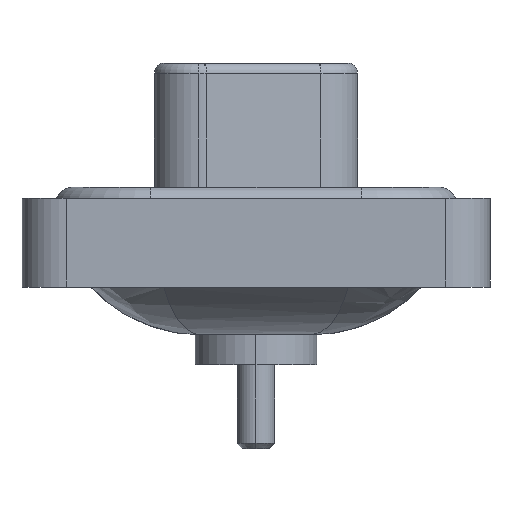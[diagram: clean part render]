
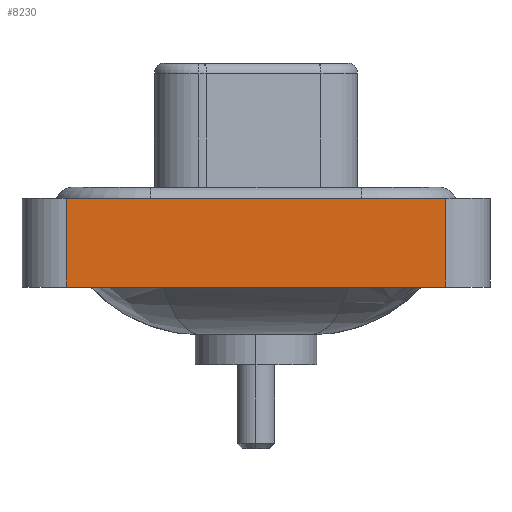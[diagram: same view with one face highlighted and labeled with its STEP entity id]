
A CAD part, left-side view. The second image highlights one B-rep face of the part: STEP entity #8230.
In plain terms, the highlighted planar face has unit normal (-1, 0, 0).
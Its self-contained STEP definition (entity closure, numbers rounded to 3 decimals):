
#223 = VERTEX_POINT ( 'NONE', #12116 ) ;
#562 = LINE ( 'NONE', #11442, #14427 ) ;
#1233 = AXIS2_PLACEMENT_3D ( 'NONE', #4843, #10564, #17601 ) ;
#1443 = CARTESIAN_POINT ( 'NONE',  ( -7.35, 8.55, -3.6 ) ) ;
#2346 = PLANE ( 'NONE',  #1233 ) ;
#3896 = ORIENTED_EDGE ( 'NONE', *, *, #6940, .T. ) ;
#4843 = CARTESIAN_POINT ( 'NONE',  ( -7.35, -8.55, -3.6 ) ) ;
#5610 = CARTESIAN_POINT ( 'NONE',  ( -7.35, 8.55, 0.4 ) ) ;
#5744 = EDGE_CURVE ( 'NONE', #223, #13870, #8449, .T. ) ;
#6940 = EDGE_CURVE ( 'NONE', #223, #9892, #562, .T. ) ;
#6946 = ORIENTED_EDGE ( 'NONE', *, *, #7321, .T. ) ;
#7321 = EDGE_CURVE ( 'NONE', #9892, #11892, #9862, .T. ) ;
#7448 = VECTOR ( 'NONE', #8753, 1000. ) ;
#7578 = LINE ( 'NONE', #15988, #7448 ) ;
#7665 = EDGE_CURVE ( 'NONE', #13870, #11892, #7578, .T. ) ;
#8230 = ADVANCED_FACE ( 'NONE', ( #17428 ), #2346, .T. ) ;
#8350 = ORIENTED_EDGE ( 'NONE', *, *, #7665, .F. ) ;
#8449 = LINE ( 'NONE', #1443, #18099 ) ;
#8481 = CARTESIAN_POINT ( 'NONE',  ( -7.35, -8.55, -3.6 ) ) ;
#8753 = DIRECTION ( 'NONE',  ( 0., -1., 0. ) ) ;
#8834 = CARTESIAN_POINT ( 'NONE',  ( -7.35, -8.55, -3.6 ) ) ;
#9862 = LINE ( 'NONE', #8481, #15017 ) ;
#9892 = VERTEX_POINT ( 'NONE', #8834 ) ;
#10564 = DIRECTION ( 'NONE',  ( -1., 0., 0. ) ) ;
#10742 = CARTESIAN_POINT ( 'NONE',  ( -7.35, -8.55, 0.4 ) ) ;
#11442 = CARTESIAN_POINT ( 'NONE',  ( -7.35, -8.55, -3.6 ) ) ;
#11892 = VERTEX_POINT ( 'NONE', #10742 ) ;
#12116 = CARTESIAN_POINT ( 'NONE',  ( -7.35, 8.55, -3.6 ) ) ;
#12669 = DIRECTION ( 'NONE',  ( 0., 0., 1. ) ) ;
#13221 = EDGE_LOOP ( 'NONE', ( #6946, #8350, #15042, #3896 ) ) ;
#13870 = VERTEX_POINT ( 'NONE', #5610 ) ;
#14358 = DIRECTION ( 'NONE',  ( 0., -1., 0. ) ) ;
#14427 = VECTOR ( 'NONE', #14358, 1000. ) ;
#15017 = VECTOR ( 'NONE', #17183, 1000. ) ;
#15042 = ORIENTED_EDGE ( 'NONE', *, *, #5744, .F. ) ;
#15988 = CARTESIAN_POINT ( 'NONE',  ( -7.35, -8.55, 0.4 ) ) ;
#17183 = DIRECTION ( 'NONE',  ( 0., 0., 1. ) ) ;
#17428 = FACE_OUTER_BOUND ( 'NONE', #13221, .T. ) ;
#17601 = DIRECTION ( 'NONE',  ( 0., 0., 1. ) ) ;
#18099 = VECTOR ( 'NONE', #12669, 1000. ) ;
